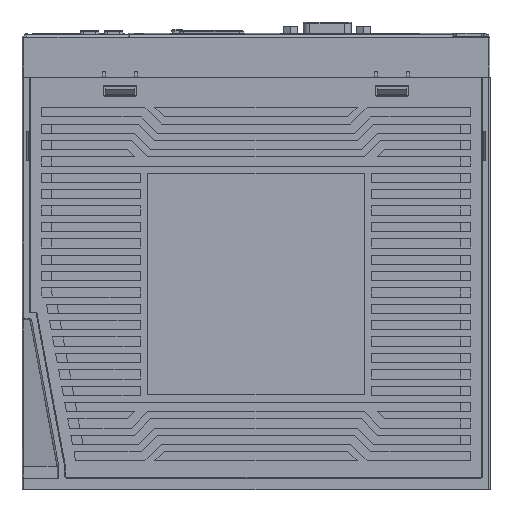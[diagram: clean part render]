
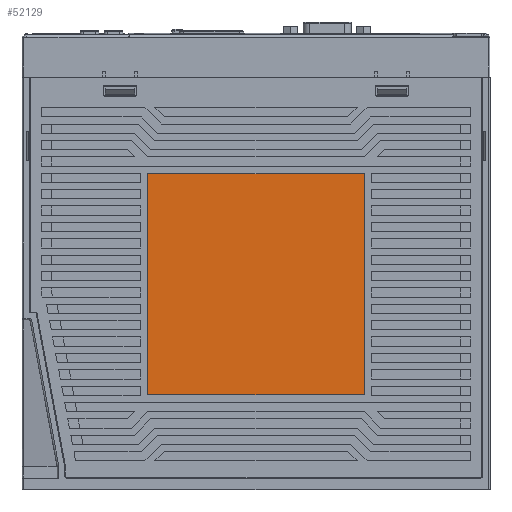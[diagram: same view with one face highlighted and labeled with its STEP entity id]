
A CAD part, front view. The second image highlights one B-rep face of the part: STEP entity #52129.
In plain terms, the highlighted planar face has unit normal (0, -1, 0).
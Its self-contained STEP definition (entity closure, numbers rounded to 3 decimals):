
#8860=DIRECTION('',(0.,0.,1.));
#8861=VECTOR('',#8860,75.6);
#8862=CARTESIAN_POINT('',(-37.,-14.75,-41.6));
#8863=LINE('',#8862,#8861);
#8864=DIRECTION('',(1.,0.,0.));
#8865=VECTOR('',#8864,74.);
#8866=CARTESIAN_POINT('',(-37.,-14.75,34.));
#8867=LINE('',#8866,#8865);
#8868=DIRECTION('',(0.,0.,-1.));
#8869=VECTOR('',#8868,75.6);
#8870=CARTESIAN_POINT('',(37.,-14.75,34.));
#8871=LINE('',#8870,#8869);
#8872=DIRECTION('',(-1.,0.,0.));
#8873=VECTOR('',#8872,74.);
#8874=CARTESIAN_POINT('',(37.,-14.75,-41.6));
#8875=LINE('',#8874,#8873);
#39333=CARTESIAN_POINT('',(37.,-14.75,34.));
#39334=VERTEX_POINT('',#39333);
#39335=CARTESIAN_POINT('',(-37.,-14.75,34.));
#39336=VERTEX_POINT('',#39335);
#39337=CARTESIAN_POINT('',(37.,-14.75,-41.6));
#39338=VERTEX_POINT('',#39337);
#39339=CARTESIAN_POINT('',(-37.,-14.75,-41.6));
#39340=VERTEX_POINT('',#39339);
#52118=CARTESIAN_POINT('',(0.,-14.75,0.));
#52119=DIRECTION('',(0.,-1.,0.));
#52120=DIRECTION('',(1.,0.,0.));
#52121=AXIS2_PLACEMENT_3D('',#52118,#52119,#52120);
#52122=PLANE('',#52121);
#52123=ORIENTED_EDGE('',*,*,#52112,.T.);
#52124=ORIENTED_EDGE('',*,*,#52070,.T.);
#52125=ORIENTED_EDGE('',*,*,#52085,.T.);
#52126=ORIENTED_EDGE('',*,*,#52099,.T.);
#52127=EDGE_LOOP('',(#52123,#52124,#52125,#52126));
#52128=FACE_OUTER_BOUND('',#52127,.F.);
#52129=ADVANCED_FACE('',(#52128),#52122,.T.);
#52070=EDGE_CURVE('',#39336,#39334,#8867,.T.);
#52085=EDGE_CURVE('',#39334,#39338,#8871,.T.);
#52099=EDGE_CURVE('',#39338,#39340,#8875,.T.);
#52112=EDGE_CURVE('',#39340,#39336,#8863,.T.);
